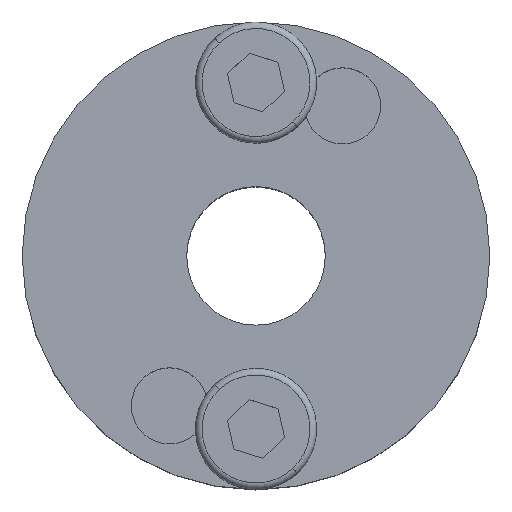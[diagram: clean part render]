
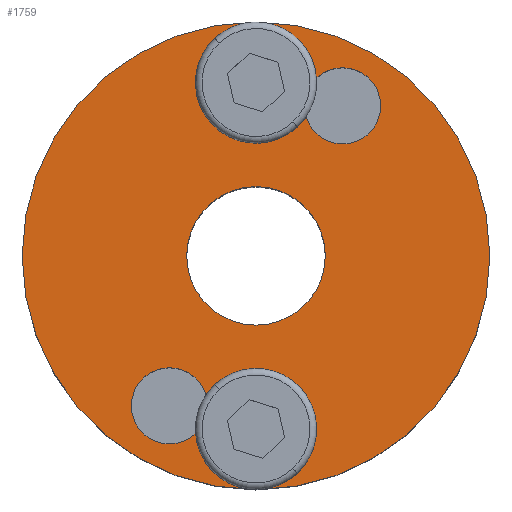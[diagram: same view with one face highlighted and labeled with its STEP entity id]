
A CAD part, top view. The second image highlights one B-rep face of the part: STEP entity #1759.
In plain terms, the highlighted planar face has unit normal (0, 0, 1).
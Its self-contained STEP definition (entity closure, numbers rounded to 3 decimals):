
#9 = ORIENTED_EDGE ( 'NONE', *, *, #1827, .T. ) ;
#11 = EDGE_LOOP ( 'NONE', ( #817, #1328 ) ) ;
#12 = EDGE_LOOP ( 'NONE', ( #1812, #1308 ) ) ;
#60 = EDGE_LOOP ( 'NONE', ( #9, #1631 ) ) ;
#71 = EDGE_LOOP ( 'NONE', ( #1638, #1684 ) ) ;
#94 = EDGE_CURVE ( 'NONE', #429, #96, #605, .T. ) ;
#96 = VERTEX_POINT ( 'NONE', #610 ) ;
#120 = CIRCLE ( 'NONE', #121, 2.2 ) ;
#121 = AXIS2_PLACEMENT_3D ( 'NONE', #122, #123, #124 ) ;
#122 = CARTESIAN_POINT ( 'NONE',  ( 0., -10., 0. ) ) ;
#123 = DIRECTION ( 'NONE',  ( 0., 0., 1. ) ) ;
#124 = DIRECTION ( 'NONE',  ( -1., 0., 0. ) ) ;
#167 = CIRCLE ( 'NONE', #168, 2.2 ) ;
#168 = AXIS2_PLACEMENT_3D ( 'NONE', #174, #175, #176 ) ;
#169 = EDGE_CURVE ( 'NONE', #334, #351, #120, .T. ) ;
#174 = CARTESIAN_POINT ( 'NONE',  ( -5., -8.66, 0. ) ) ;
#175 = DIRECTION ( 'NONE',  ( 0., 0., 1. ) ) ;
#176 = DIRECTION ( 'NONE',  ( 1., 0., 0. ) ) ;
#211 = CARTESIAN_POINT ( 'NONE',  ( -2.2, -10., 0. ) ) ;
#212 = CARTESIAN_POINT ( 'NONE',  ( 2.2, -10., 0. ) ) ;
#250 = CARTESIAN_POINT ( 'NONE',  ( -2.8, -8.66, 0. ) ) ;
#262 = EDGE_CURVE ( 'NONE', #96, #429, #167, .T. ) ;
#298 = ORIENTED_EDGE ( 'NONE', *, *, #262, .F. ) ;
#309 = CIRCLE ( 'NONE', #310, 2.2 ) ;
#310 = AXIS2_PLACEMENT_3D ( 'NONE', #311, #312, #313 ) ;
#311 = CARTESIAN_POINT ( 'NONE',  ( 0., -10., 0. ) ) ;
#312 = DIRECTION ( 'NONE',  ( 0., 0., 1. ) ) ;
#313 = DIRECTION ( 'NONE',  ( -1., 0., 0. ) ) ;
#334 = VERTEX_POINT ( 'NONE', #211 ) ;
#351 = VERTEX_POINT ( 'NONE', #212 ) ;
#401 = CIRCLE ( 'NONE', #402, 13.5 ) ;
#402 = AXIS2_PLACEMENT_3D ( 'NONE', #403, #404, #405 ) ;
#403 = CARTESIAN_POINT ( 'NONE',  ( 0., 0., 0. ) ) ;
#404 = DIRECTION ( 'NONE',  ( 0., 0., 1. ) ) ;
#405 = DIRECTION ( 'NONE',  ( 1., 0., 0. ) ) ;
#418 = CIRCLE ( 'NONE', #419, 2.2 ) ;
#419 = AXIS2_PLACEMENT_3D ( 'NONE', #420, #421, #422 ) ;
#420 = CARTESIAN_POINT ( 'NONE',  ( 5., 8.66, 0. ) ) ;
#421 = DIRECTION ( 'NONE',  ( 0., 0., 1. ) ) ;
#422 = DIRECTION ( 'NONE',  ( 1., 0., 0. ) ) ;
#425 = EDGE_LOOP ( 'NONE', ( #1630, #1776 ) ) ;
#429 = VERTEX_POINT ( 'NONE', #250 ) ;
#474 = FACE_BOUND ( 'NONE', #1307, .T. ) ;
#475 = FACE_BOUND ( 'NONE', #11, .T. ) ;
#476 = FACE_BOUND ( 'NONE', #425, .T. ) ;
#477 = FACE_BOUND ( 'NONE', #12, .T. ) ;
#478 = FACE_BOUND ( 'NONE', #71, .T. ) ;
#479 = FACE_OUTER_BOUND ( 'NONE', #60, .T. ) ;
#483 = PLANE ( 'NONE',  #484 ) ;
#484 = AXIS2_PLACEMENT_3D ( 'NONE', #485, #486, #487 ) ;
#485 = CARTESIAN_POINT ( 'NONE',  ( 0., 13.5, 0. ) ) ;
#486 = DIRECTION ( 'NONE',  ( 0., 0., -1. ) ) ;
#487 = DIRECTION ( 'NONE',  ( -1., 0., 0. ) ) ;
#544 = CARTESIAN_POINT ( 'NONE',  ( -2.2, 10., 0. ) ) ;
#576 = CARTESIAN_POINT ( 'NONE',  ( -13.5, 0., 0. ) ) ;
#605 = CIRCLE ( 'NONE', #606, 2.2 ) ;
#606 = AXIS2_PLACEMENT_3D ( 'NONE', #607, #608, #609 ) ;
#607 = CARTESIAN_POINT ( 'NONE',  ( -5., -8.66, 0. ) ) ;
#608 = DIRECTION ( 'NONE',  ( 0., 0., 1. ) ) ;
#609 = DIRECTION ( 'NONE',  ( 1., 0., 0. ) ) ;
#610 = CARTESIAN_POINT ( 'NONE',  ( -7.2, -8.66, 0. ) ) ;
#768 = CIRCLE ( 'NONE', #769, 2.2 ) ;
#769 = AXIS2_PLACEMENT_3D ( 'NONE', #770, #771, #772 ) ;
#770 = CARTESIAN_POINT ( 'NONE',  ( 0., 10., 0. ) ) ;
#771 = DIRECTION ( 'NONE',  ( 0., 0., 1. ) ) ;
#772 = DIRECTION ( 'NONE',  ( 1., 0., 0. ) ) ;
#788 = CARTESIAN_POINT ( 'NONE',  ( 13.5, 0., 0. ) ) ;
#817 = ORIENTED_EDGE ( 'NONE', *, *, #894, .F. ) ;
#865 = CARTESIAN_POINT ( 'NONE',  ( 2.8, 8.66, 0. ) ) ;
#866 = CARTESIAN_POINT ( 'NONE',  ( 2.2, 10., 0. ) ) ;
#875 = CARTESIAN_POINT ( 'NONE',  ( -4., 0., 0. ) ) ;
#892 = EDGE_CURVE ( 'NONE', #1770, #1798, #401, .T. ) ;
#894 = EDGE_CURVE ( 'NONE', #1668, #1556, #418, .T. ) ;
#978 = CIRCLE ( 'NONE', #979, 2.2 ) ;
#979 = AXIS2_PLACEMENT_3D ( 'NONE', #980, #981, #982 ) ;
#980 = CARTESIAN_POINT ( 'NONE',  ( 0., 10., 0. ) ) ;
#981 = DIRECTION ( 'NONE',  ( 0., 0., 1. ) ) ;
#982 = DIRECTION ( 'NONE',  ( 1., 0., 0. ) ) ;
#1026 = VERTEX_POINT ( 'NONE', #544 ) ;
#1031 = CIRCLE ( 'NONE', #1032, 2.2 ) ;
#1032 = AXIS2_PLACEMENT_3D ( 'NONE', #1033, #1034, #1035 ) ;
#1033 = CARTESIAN_POINT ( 'NONE',  ( 5., 8.66, 0. ) ) ;
#1034 = DIRECTION ( 'NONE',  ( 0., 0., 1. ) ) ;
#1035 = DIRECTION ( 'NONE',  ( 1., 0., 0. ) ) ;
#1050 = CIRCLE ( 'NONE', #1051, 4. ) ;
#1051 = AXIS2_PLACEMENT_3D ( 'NONE', #1052, #1053, #1054 ) ;
#1052 = CARTESIAN_POINT ( 'NONE',  ( 0., 0., 0. ) ) ;
#1053 = DIRECTION ( 'NONE',  ( 0., 0., 1. ) ) ;
#1054 = DIRECTION ( 'NONE',  ( 1., 0., 0. ) ) ;
#1068 = CIRCLE ( 'NONE', #1069, 13.5 ) ;
#1069 = AXIS2_PLACEMENT_3D ( 'NONE', #1070, #1071, #1072 ) ;
#1070 = CARTESIAN_POINT ( 'NONE',  ( 0., 0., 0. ) ) ;
#1071 = DIRECTION ( 'NONE',  ( 0., 0., 1. ) ) ;
#1072 = DIRECTION ( 'NONE',  ( 1., 0., 0. ) ) ;
#1079 = CIRCLE ( 'NONE', #1080, 4. ) ;
#1080 = AXIS2_PLACEMENT_3D ( 'NONE', #1081, #1082, #1087 ) ;
#1081 = CARTESIAN_POINT ( 'NONE',  ( 0., 0., 0. ) ) ;
#1082 = DIRECTION ( 'NONE',  ( 0., 0., 1. ) ) ;
#1087 = DIRECTION ( 'NONE',  ( 1., 0., 0. ) ) ;
#1102 = CARTESIAN_POINT ( 'NONE',  ( 4., 0., 0. ) ) ;
#1104 = CARTESIAN_POINT ( 'NONE',  ( 7.2, 8.66, 0. ) ) ;
#1307 = EDGE_LOOP ( 'NONE', ( #1719, #298 ) ) ;
#1308 = ORIENTED_EDGE ( 'NONE', *, *, #1368, .F. ) ;
#1328 = ORIENTED_EDGE ( 'NONE', *, *, #1650, .F. ) ;
#1368 = EDGE_CURVE ( 'NONE', #1026, #1557, #768, .T. ) ;
#1556 = VERTEX_POINT ( 'NONE', #865 ) ;
#1557 = VERTEX_POINT ( 'NONE', #866 ) ;
#1581 = VERTEX_POINT ( 'NONE', #875 ) ;
#1630 = ORIENTED_EDGE ( 'NONE', *, *, #1742, .F. ) ;
#1631 = ORIENTED_EDGE ( 'NONE', *, *, #892, .T. ) ;
#1638 = ORIENTED_EDGE ( 'NONE', *, *, #1651, .F. ) ;
#1650 = EDGE_CURVE ( 'NONE', #1556, #1668, #1031, .T. ) ;
#1651 = EDGE_CURVE ( 'NONE', #1660, #1581, #1050, .T. ) ;
#1654 = EDGE_CURVE ( 'NONE', #1581, #1660, #1079, .T. ) ;
#1660 = VERTEX_POINT ( 'NONE', #1102 ) ;
#1668 = VERTEX_POINT ( 'NONE', #1104 ) ;
#1684 = ORIENTED_EDGE ( 'NONE', *, *, #1654, .F. ) ;
#1719 = ORIENTED_EDGE ( 'NONE', *, *, #94, .F. ) ;
#1742 = EDGE_CURVE ( 'NONE', #351, #334, #309, .T. ) ;
#1759 = ADVANCED_FACE ( 'NONE', ( #474, #475, #476, #477, #478, #479 ), #483, .F. ) ;
#1770 = VERTEX_POINT ( 'NONE', #576 ) ;
#1776 = ORIENTED_EDGE ( 'NONE', *, *, #169, .F. ) ;
#1798 = VERTEX_POINT ( 'NONE', #788 ) ;
#1812 = ORIENTED_EDGE ( 'NONE', *, *, #1817, .F. ) ;
#1817 = EDGE_CURVE ( 'NONE', #1557, #1026, #978, .T. ) ;
#1827 = EDGE_CURVE ( 'NONE', #1798, #1770, #1068, .T. ) ;
